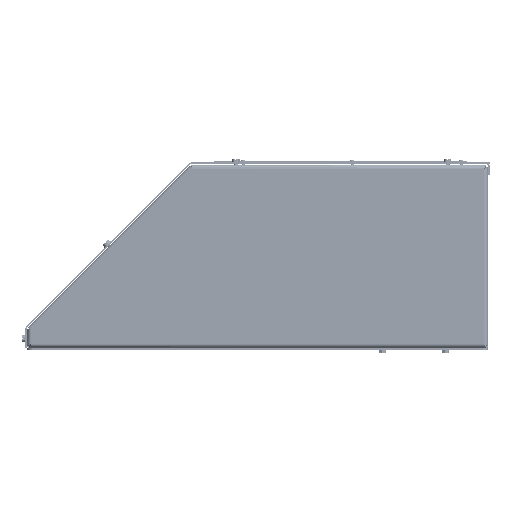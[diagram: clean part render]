
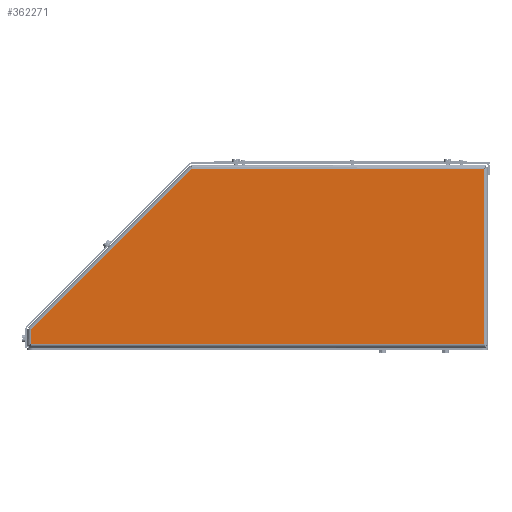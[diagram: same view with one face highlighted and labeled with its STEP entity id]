
A CAD part, left-side view. The second image highlights one B-rep face of the part: STEP entity #362271.
In plain terms, the highlighted planar face has unit normal (-1, 0, 0).
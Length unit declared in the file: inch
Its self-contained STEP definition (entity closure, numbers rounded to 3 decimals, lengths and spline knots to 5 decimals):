
#6941 = VERTEX_POINT ( 'NONE', #18253 ) ;
#9294 = VERTEX_POINT ( 'NONE', #137781 ) ;
#18253 = CARTESIAN_POINT ( 'NONE',  ( -38.3775, 16.7059, -1.69736 ) ) ;
#19655 = LINE ( 'NONE', #158811, #102057 ) ;
#30863 = CARTESIAN_POINT ( 'NONE',  ( -38.3775, -3.0753, -103.153 ) ) ;
#36400 = DIRECTION ( 'NONE',  ( 0., 0., -1. ) ) ;
#62522 = VECTOR ( 'NONE', #174491, 39.37008 ) ;
#71699 = CARTESIAN_POINT ( 'NONE',  ( -38.3775, 16.7059, 99.028 ) ) ;
#77802 = LINE ( 'NONE', #30863, #62522 ) ;
#102057 = VECTOR ( 'NONE', #306962, 39.37008 ) ;
#124561 = ORIENTED_EDGE ( 'NONE', *, *, #297163, .T. ) ;
#137781 = CARTESIAN_POINT ( 'NONE',  ( -38.3775, 16.7059, -2.3253 ) ) ;
#158811 = CARTESIAN_POINT ( 'NONE',  ( -38.3775, 117.5336, -2.3253 ) ) ;
#174491 = DIRECTION ( 'NONE',  ( 0., 0., 1. ) ) ;
#189240 = EDGE_CURVE ( 'NONE', #403092, #244442, #315282, .T. ) ;
#190175 = VECTOR ( 'NONE', #383767, 39.37008 ) ;
#198317 = EDGE_LOOP ( 'NONE', ( #124561, #248853, #220174, #264996, #225959 ) ) ;
#202384 = CARTESIAN_POINT ( 'NONE',  ( -38.3775, -3.0753, 5.3253 ) ) ;
#220174 = ORIENTED_EDGE ( 'NONE', *, *, #417493, .T. ) ;
#225959 = ORIENTED_EDGE ( 'NONE', *, *, #304884, .T. ) ;
#242331 = CARTESIAN_POINT ( 'NONE',  ( -38.3775, -103.903, 5.3253 ) ) ;
#244442 = VERTEX_POINT ( 'NONE', #448122 ) ;
#248853 = ORIENTED_EDGE ( 'NONE', *, *, #364841, .T. ) ;
#264996 = ORIENTED_EDGE ( 'NONE', *, *, #189240, .T. ) ;
#268944 = DIRECTION ( 'NONE',  ( 0., 0., -1. ) ) ;
#286728 = CARTESIAN_POINT ( 'NONE',  ( -38.3775, -3.0753, -2.3253 ) ) ;
#297163 = EDGE_CURVE ( 'NONE', #6941, #9294, #361412, .T. ) ;
#304884 = EDGE_CURVE ( 'NONE', #244442, #6941, #333420, .T. ) ;
#306962 = DIRECTION ( 'NONE',  ( 0., -1., 0. ) ) ;
#315282 = LINE ( 'NONE', #242331, #190175 ) ;
#333420 = LINE ( 'NONE', #335729, #375938 ) ;
#334974 = PLANE ( 'NONE',  #377596 ) ;
#335729 = CARTESIAN_POINT ( 'NONE',  ( -38.3775, -61.54035, 76.54889 ) ) ;
#337331 = CARTESIAN_POINT ( 'NONE',  ( -38.3775, 6.8153, 1.54512 ) ) ;
#339622 = FACE_OUTER_BOUND ( 'NONE', #198317, .T. ) ;
#342680 = DIRECTION ( 'NONE',  ( 0., 0.707, -0.707 ) ) ;
#361250 = VERTEX_POINT ( 'NONE', #286728 ) ;
#361412 = LINE ( 'NONE', #71699, #431368 ) ;
#362271 = ADVANCED_FACE ( 'NONE', ( #339622 ), #334974, .F. ) ;
#364841 = EDGE_CURVE ( 'NONE', #9294, #361250, #19655, .T. ) ;
#375938 = VECTOR ( 'NONE', #342680, 39.37008 ) ;
#377596 = AXIS2_PLACEMENT_3D ( 'NONE', #337331, #379679, #268944 ) ;
#379679 = DIRECTION ( 'NONE',  ( 1., 0., 0. ) ) ;
#383767 = DIRECTION ( 'NONE',  ( 0., 1., 0. ) ) ;
#403092 = VERTEX_POINT ( 'NONE', #202384 ) ;
#417493 = EDGE_CURVE ( 'NONE', #361250, #403092, #77802, .T. ) ;
#431368 = VECTOR ( 'NONE', #36400, 39.37008 ) ;
#448122 = CARTESIAN_POINT ( 'NONE',  ( -38.3775, 9.68324, 5.3253 ) ) ;
